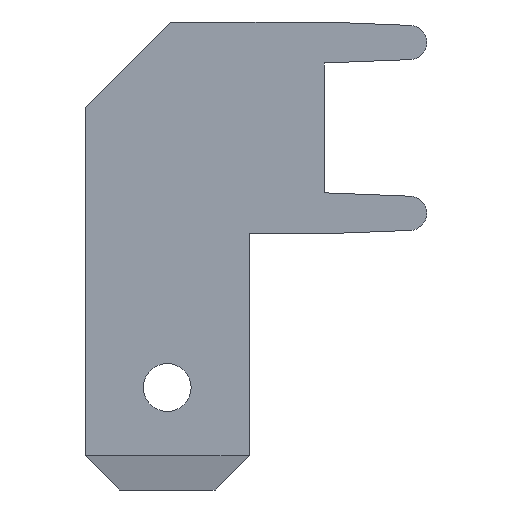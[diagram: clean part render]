
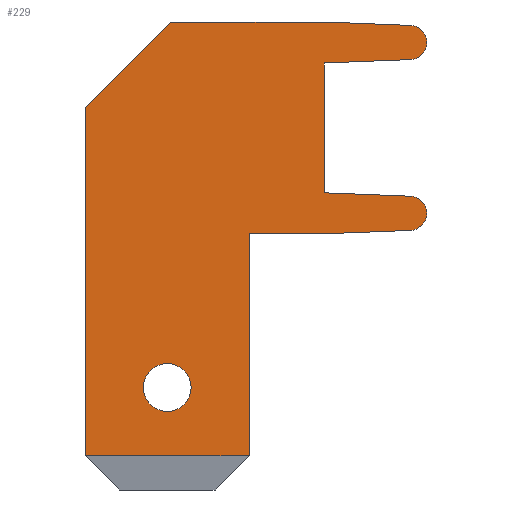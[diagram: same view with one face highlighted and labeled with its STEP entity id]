
A CAD part, left-side view. The second image highlights one B-rep face of the part: STEP entity #229.
In plain terms, the highlighted planar face has unit normal (-1, 0, 0).
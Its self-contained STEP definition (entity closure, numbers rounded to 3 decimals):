
#4 = ORIENTED_EDGE ( 'NONE', *, *, #111, .F. ) ;
#26 = LINE ( 'NONE', #64, #103 ) ;
#57 = AXIS2_PLACEMENT_3D ( 'NONE', #107, #420, #105 ) ;
#61 = VERTEX_POINT ( 'NONE', #365 ) ;
#62 = LINE ( 'NONE', #218, #275 ) ;
#64 = CARTESIAN_POINT ( 'NONE',  ( -0.4, -7.601, -9.6 ) ) ;
#68 = EDGE_CURVE ( 'NONE', #110, #551, #108, .T. ) ;
#73 = CARTESIAN_POINT ( 'NONE',  ( -0.4, 0., -7.6 ) ) ;
#77 = PLANE ( 'NONE',  #426 ) ;
#96 = CARTESIAN_POINT ( 'NONE',  ( -0.4, -2.4, -9.6 ) ) ;
#103 = VECTOR ( 'NONE', #641, 1000. ) ;
#104 = VERTEX_POINT ( 'NONE', #132 ) ;
#105 = DIRECTION ( 'NONE',  ( 0., 0., -1. ) ) ;
#107 = CARTESIAN_POINT ( 'NONE',  ( -0.4, 0., -7.6 ) ) ;
#108 = LINE ( 'NONE', #315, #134 ) ;
#110 = VERTEX_POINT ( 'NONE', #223 ) ;
#111 = EDGE_CURVE ( 'NONE', #447, #661, #443, .T. ) ;
#114 = ORIENTED_EDGE ( 'NONE', *, *, #329, .F. ) ;
#119 = DIRECTION ( 'NONE',  ( 0., 1., 0. ) ) ;
#132 = CARTESIAN_POINT ( 'NONE',  ( -0.4, 0., -8.3 ) ) ;
#134 = VECTOR ( 'NONE', #521, 1000. ) ;
#136 = ORIENTED_EDGE ( 'NONE', *, *, #673, .F. ) ;
#140 = EDGE_CURVE ( 'NONE', #551, #196, #513, .T. ) ;
#143 = AXIS2_PLACEMENT_3D ( 'NONE', #585, #494, #490 ) ;
#144 = CARTESIAN_POINT ( 'NONE',  ( -0.4, -2.4, -3.1 ) ) ;
#153 = CIRCLE ( 'NONE', #657, 0.7 ) ;
#156 = DIRECTION ( 'NONE',  ( 0., 0.999, -0.04 ) ) ;
#167 = LINE ( 'NONE', #380, #505 ) ;
#175 = AXIS2_PLACEMENT_3D ( 'NONE', #236, #446, #449 ) ;
#180 = CARTESIAN_POINT ( 'NONE',  ( -0.4, -7.12, 3. ) ) ;
#182 = ORIENTED_EDGE ( 'NONE', *, *, #560, .F. ) ;
#183 = DIRECTION ( 'NONE',  ( 0., 0., -1. ) ) ;
#187 = LINE ( 'NONE', #398, #625 ) ;
#196 = VERTEX_POINT ( 'NONE', #325 ) ;
#214 = ORIENTED_EDGE ( 'NONE', *, *, #569, .F. ) ;
#217 = EDGE_CURVE ( 'NONE', #411, #104, #153, .T. ) ;
#218 = CARTESIAN_POINT ( 'NONE',  ( -0.4, 2.4, 0.6 ) ) ;
#223 = CARTESIAN_POINT ( 'NONE',  ( -0.4, -4.6, 3.1 ) ) ;
#227 = LINE ( 'NONE', #582, #252 ) ;
#228 = CARTESIAN_POINT ( 'NONE',  ( -0.4, -7.1, -2.5 ) ) ;
#229 = ADVANCED_FACE ( 'NONE', ( #539, #386 ), #77, .F. ) ;
#230 = CIRCLE ( 'NONE', #175, 0.5 ) ;
#232 = DIRECTION ( 'NONE',  ( 0., -0.707, 0.707 ) ) ;
#233 = CARTESIAN_POINT ( 'NONE',  ( -0.4, -4.6, 1.9 ) ) ;
#234 = VERTEX_POINT ( 'NONE', #334 ) ;
#236 = CARTESIAN_POINT ( 'NONE',  ( -0.4, -7.1, -2.5 ) ) ;
#237 = VERTEX_POINT ( 'NONE', #233 ) ;
#243 = LINE ( 'NONE', #144, #296 ) ;
#252 = VECTOR ( 'NONE', #333, 1000. ) ;
#264 = EDGE_LOOP ( 'NONE', ( #305, #402 ) ) ;
#275 = VECTOR ( 'NONE', #232, 1000. ) ;
#281 = DIRECTION ( 'NONE',  ( 0., 0., -1. ) ) ;
#288 = VERTEX_POINT ( 'NONE', #506 ) ;
#291 = ORIENTED_EDGE ( 'NONE', *, *, #497, .F. ) ;
#295 = VECTOR ( 'NONE', #119, 1000. ) ;
#296 = VECTOR ( 'NONE', #342, 1000. ) ;
#303 = VERTEX_POINT ( 'NONE', #96 ) ;
#305 = ORIENTED_EDGE ( 'NONE', *, *, #217, .T. ) ;
#315 = CARTESIAN_POINT ( 'NONE',  ( -0.4, -4.6, 3.1 ) ) ;
#319 = CARTESIAN_POINT ( 'NONE',  ( -0.4, 0., -6.9 ) ) ;
#325 = CARTESIAN_POINT ( 'NONE',  ( -0.4, -7.12, 2. ) ) ;
#329 = EDGE_CURVE ( 'NONE', #234, #601, #230, .T. ) ;
#333 = DIRECTION ( 'NONE',  ( 0., 0., 1. ) ) ;
#334 = CARTESIAN_POINT ( 'NONE',  ( -0.4, -7.12, -2. ) ) ;
#342 = DIRECTION ( 'NONE',  ( 0., 0., -1. ) ) ;
#347 = VERTEX_POINT ( 'NONE', #626 ) ;
#351 = VECTOR ( 'NONE', #367, 1000. ) ;
#358 = EDGE_CURVE ( 'NONE', #288, #234, #567, .T. ) ;
#359 = CARTESIAN_POINT ( 'NONE',  ( -0.4, -7.12, 2. ) ) ;
#360 = EDGE_CURVE ( 'NONE', #196, #237, #520, .T. ) ;
#365 = CARTESIAN_POINT ( 'NONE',  ( -0.4, 2.4, -9.6 ) ) ;
#367 = DIRECTION ( 'NONE',  ( 0., -0.999, -0.04 ) ) ;
#380 = CARTESIAN_POINT ( 'NONE',  ( -0.4, -4.6, -3.1 ) ) ;
#386 = FACE_BOUND ( 'NONE', #264, .T. ) ;
#387 = ORIENTED_EDGE ( 'NONE', *, *, #630, .F. ) ;
#388 = EDGE_CURVE ( 'NONE', #104, #411, #557, .T. ) ;
#398 = CARTESIAN_POINT ( 'NONE',  ( -0.4, -4.6, 1.9 ) ) ;
#402 = ORIENTED_EDGE ( 'NONE', *, *, #388, .T. ) ;
#411 = VERTEX_POINT ( 'NONE', #319 ) ;
#414 = ORIENTED_EDGE ( 'NONE', *, *, #651, .F. ) ;
#417 = CARTESIAN_POINT ( 'NONE',  ( -0.4, -4.6, -3.1 ) ) ;
#420 = DIRECTION ( 'NONE',  ( 1., 0., 0. ) ) ;
#426 = AXIS2_PLACEMENT_3D ( 'NONE', #228, #646, #593 ) ;
#437 = DIRECTION ( 'NONE',  ( 0., 0.999, -0.04 ) ) ;
#443 = LINE ( 'NONE', #543, #295 ) ;
#446 = DIRECTION ( 'NONE',  ( 1., 0., 0. ) ) ;
#447 = VERTEX_POINT ( 'NONE', #417 ) ;
#449 = DIRECTION ( 'NONE',  ( 0., 0., -1. ) ) ;
#457 = ORIENTED_EDGE ( 'NONE', *, *, #68, .F. ) ;
#463 = VECTOR ( 'NONE', #156, 1000. ) ;
#474 = VERTEX_POINT ( 'NONE', #621 ) ;
#490 = DIRECTION ( 'NONE',  ( 0., 0., -1. ) ) ;
#494 = DIRECTION ( 'NONE',  ( 1., 0., 0. ) ) ;
#497 = EDGE_CURVE ( 'NONE', #601, #447, #167, .T. ) ;
#499 = ORIENTED_EDGE ( 'NONE', *, *, #358, .F. ) ;
#505 = VECTOR ( 'NONE', #437, 1000. ) ;
#506 = CARTESIAN_POINT ( 'NONE',  ( -0.4, -4.6, -1.9 ) ) ;
#513 = CIRCLE ( 'NONE', #143, 0.5 ) ;
#520 = LINE ( 'NONE', #359, #463 ) ;
#521 = DIRECTION ( 'NONE',  ( 0., -0.999, -0.04 ) ) ;
#530 = EDGE_CURVE ( 'NONE', #474, #347, #62, .T. ) ;
#539 = FACE_OUTER_BOUND ( 'NONE', #669, .T. ) ;
#540 = ORIENTED_EDGE ( 'NONE', *, *, #530, .F. ) ;
#543 = CARTESIAN_POINT ( 'NONE',  ( -0.4, -2.4, -3.1 ) ) ;
#544 = ORIENTED_EDGE ( 'NONE', *, *, #140, .F. ) ;
#551 = VERTEX_POINT ( 'NONE', #180 ) ;
#555 = LINE ( 'NONE', #652, #600 ) ;
#557 = CIRCLE ( 'NONE', #57, 0.7 ) ;
#560 = EDGE_CURVE ( 'NONE', #303, #61, #26, .T. ) ;
#567 = LINE ( 'NONE', #573, #351 ) ;
#569 = EDGE_CURVE ( 'NONE', #61, #474, #227, .T. ) ;
#573 = CARTESIAN_POINT ( 'NONE',  ( -0.4, -4.6, -1.9 ) ) ;
#582 = CARTESIAN_POINT ( 'NONE',  ( -0.4, 2.4, -9.6 ) ) ;
#585 = CARTESIAN_POINT ( 'NONE',  ( -0.4, -7.1, 2.5 ) ) ;
#593 = DIRECTION ( 'NONE',  ( 0., 0., -1. ) ) ;
#594 = ORIENTED_EDGE ( 'NONE', *, *, #360, .F. ) ;
#600 = VECTOR ( 'NONE', #604, 1000. ) ;
#601 = VERTEX_POINT ( 'NONE', #639 ) ;
#604 = DIRECTION ( 'NONE',  ( 0., -1., 0. ) ) ;
#621 = CARTESIAN_POINT ( 'NONE',  ( -0.4, 2.4, 0.6 ) ) ;
#625 = VECTOR ( 'NONE', #183, 1000. ) ;
#626 = CARTESIAN_POINT ( 'NONE',  ( -0.4, -0.1, 3.1 ) ) ;
#630 = EDGE_CURVE ( 'NONE', #347, #110, #555, .T. ) ;
#639 = CARTESIAN_POINT ( 'NONE',  ( -0.4, -7.12, -3. ) ) ;
#641 = DIRECTION ( 'NONE',  ( 0., 1., 0. ) ) ;
#646 = DIRECTION ( 'NONE',  ( 1., 0., 0. ) ) ;
#649 = DIRECTION ( 'NONE',  ( 1., 0., 0. ) ) ;
#651 = EDGE_CURVE ( 'NONE', #237, #288, #187, .T. ) ;
#652 = CARTESIAN_POINT ( 'NONE',  ( -0.4, -0.1, 3.1 ) ) ;
#657 = AXIS2_PLACEMENT_3D ( 'NONE', #73, #649, #281 ) ;
#661 = VERTEX_POINT ( 'NONE', #665 ) ;
#665 = CARTESIAN_POINT ( 'NONE',  ( -0.4, -2.4, -3.1 ) ) ;
#669 = EDGE_LOOP ( 'NONE', ( #214, #182, #136, #4, #291, #114, #499, #414, #594, #544, #457, #387, #540 ) ) ;
#673 = EDGE_CURVE ( 'NONE', #661, #303, #243, .T. ) ;
